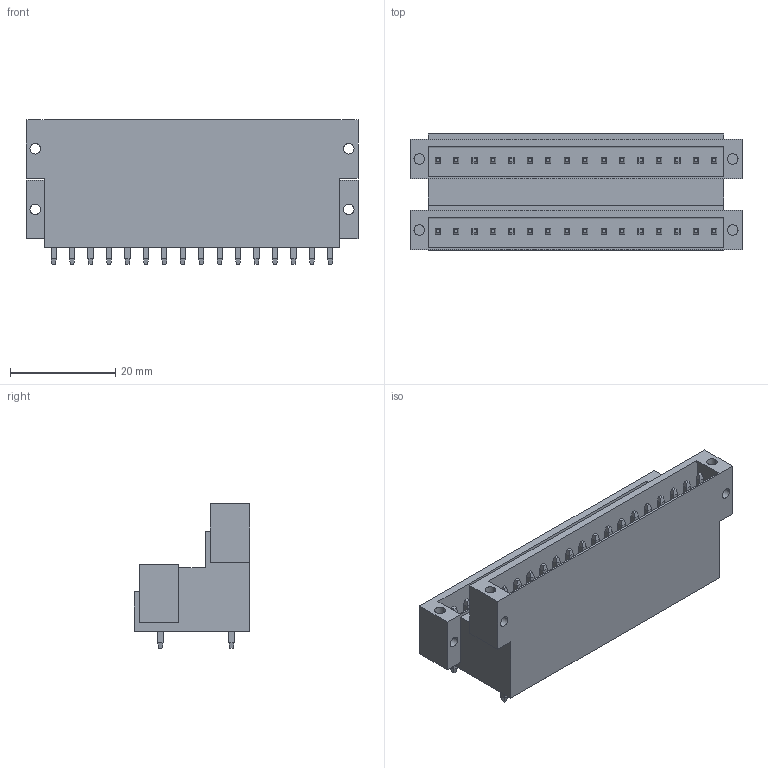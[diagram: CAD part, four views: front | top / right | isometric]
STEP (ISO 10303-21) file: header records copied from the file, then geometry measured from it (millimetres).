
FILE_DESCRIPTION(('CATIA V5 STEP Exchange','CAx-IF Rec.Pracs.--- Model Styling and Organization---1.2---2011-12-15'),'2;1');
FILE_NAME ('6650263_2_1641310000_1641310000.stp','2018-11-10T06:43:06+00:00',('none'),('Weidmueller'),'CATIA Version 5-6 Release 2014','CATIA V5 STEP AP214','none');
FILE_SCHEMA(('AUTOMOTIVE_DESIGN { 1 0 10303 214 1 1 1 1 }'));
Length unit declared in the file: millimetre
Products named in the file (1): 1641310000
Bounding box: 63 x 22 x 27.4 mm (x, y, z)
Volume: 16681.4 mm3; surface area: 12685.3 mm2
Topology: 33 solids, 33 shells, 640 faces, 1436 edges, 872 vertices
Faces by surface type: plane 616, cylinder 24
Entity records: 15007 total; most frequent: ORIENTED_EDGE 2872, CARTESIAN_POINT 2815, DIRECTION 1680, EDGE_CURVE 1436, VECTOR 1132, LINE 1132, VERTEX_POINT 872, EDGE_LOOP 722
